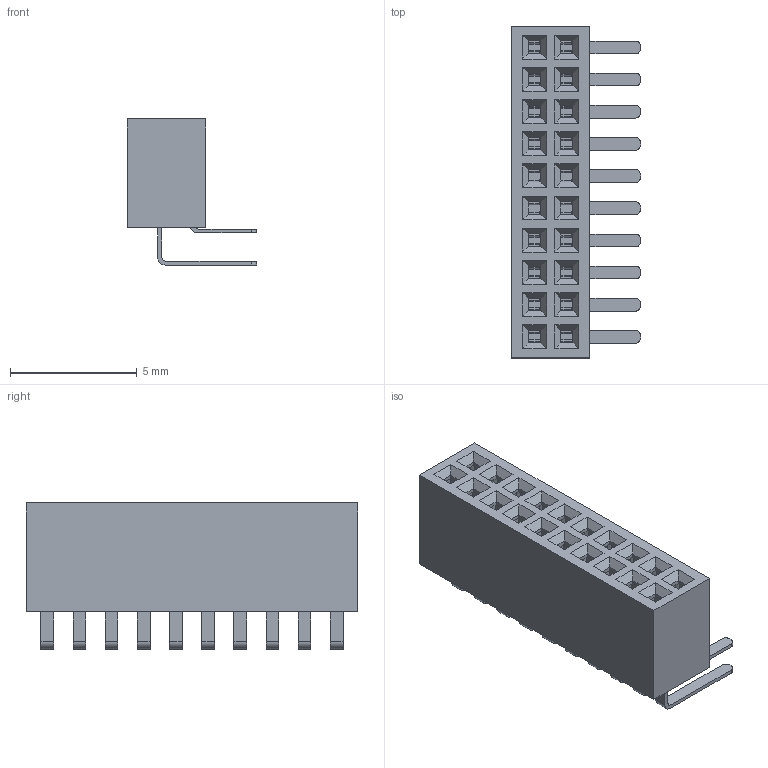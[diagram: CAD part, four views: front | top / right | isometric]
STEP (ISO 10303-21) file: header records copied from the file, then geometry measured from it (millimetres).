
FILE_DESCRIPTION( ('This file contains a STEP AP42 implementation' ,'as created by ZW3D STEP Interface translator.') ,'2;1' );
FILE_NAME( '2344-2XXRXXCUNX1.stp' ,'23 411. 81633', (''), ('ZWCAD Software Co.'), 'Version 1.0', 'ZW3D to STEP translator', '' );
FILE_SCHEMA(('AUTOMOTIVE_DESIGN { 1 0 10303 214 1 1 1 1 }'));
Length unit declared in the file: millimetre
Products named in the file (2): 0; 2344-210RG0CUNT1
Bounding box: 5.1 x 13.1 x 5.77 mm (x, y, z)
Volume: 134.7 mm3; surface area: 826.2 mm2
Topology: 1 solids, 1 shells, 2226 faces, 6712 edges, 4368 vertices
Faces by surface type: plane 1506, bspline 560, cylinder 160
Entity records: 85426 total; most frequent: CARTESIAN_POINT 24497, ORIENTED_EDGE 13464, DIRECTION 10806, EDGE_CURVE 6712, VECTOR 5172, LINE 5172, VERTEX_POINT 4368, AXIS2_PLACEMENT_3D 2817
